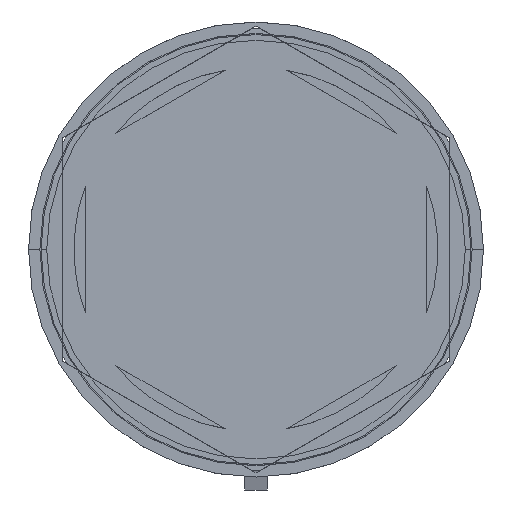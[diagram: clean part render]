
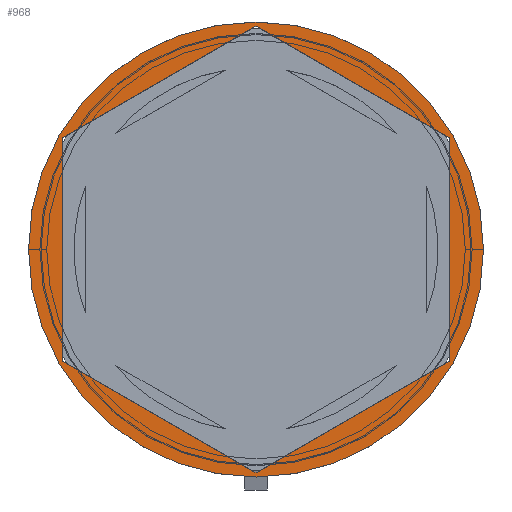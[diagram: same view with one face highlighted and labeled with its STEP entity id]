
A CAD part, top view. The second image highlights one B-rep face of the part: STEP entity #968.
In plain terms, the highlighted planar face has unit normal (0, 0, 1).
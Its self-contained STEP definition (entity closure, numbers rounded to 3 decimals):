
#51 = LINE ( 'NONE', #489, #672 ) ;
#93 = LINE ( 'NONE', #105, #624 ) ;
#105 = CARTESIAN_POINT ( 'NONE',  ( 8.5, 4.907, 0. ) ) ;
#157 = VECTOR ( 'NONE', #1074, 1000. ) ;
#166 = ORIENTED_EDGE ( 'NONE', *, *, #1981, .F. ) ;
#220 = VERTEX_POINT ( 'NONE', #580 ) ;
#264 = DIRECTION ( 'NONE',  ( 0., 0., 1. ) ) ;
#268 = CARTESIAN_POINT ( 'NONE',  ( -8.5, 4.907, 0. ) ) ;
#278 = VERTEX_POINT ( 'NONE', #1767 ) ;
#291 = ORIENTED_EDGE ( 'NONE', *, *, #2623, .T. ) ;
#307 = VERTEX_POINT ( 'NONE', #1922 ) ;
#309 = ORIENTED_EDGE ( 'NONE', *, *, #836, .F. ) ;
#377 = EDGE_CURVE ( 'NONE', #1688, #943, #51, .T. ) ;
#381 = DIRECTION ( 'NONE',  ( 1., 0., 0. ) ) ;
#400 = VERTEX_POINT ( 'NONE', #2098 ) ;
#422 = VERTEX_POINT ( 'NONE', #2194 ) ;
#428 = ORIENTED_EDGE ( 'NONE', *, *, #636, .F. ) ;
#489 = CARTESIAN_POINT ( 'NONE',  ( -8.5, -4.907, 0. ) ) ;
#492 = DIRECTION ( 'NONE',  ( -0.866, 0.5, 0. ) ) ;
#551 = CARTESIAN_POINT ( 'NONE',  ( 0., 0., 0. ) ) ;
#565 = LINE ( 'NONE', #1372, #1739 ) ;
#580 = CARTESIAN_POINT ( 'NONE',  ( 8.5, -4.907, 0. ) ) ;
#599 = ORIENTED_EDGE ( 'NONE', *, *, #1593, .T. ) ;
#624 = VECTOR ( 'NONE', #492, 1000. ) ;
#636 = EDGE_CURVE ( 'NONE', #955, #1688, #1481, .T. ) ;
#666 = EDGE_CURVE ( 'NONE', #943, #220, #1672, .T. ) ;
#672 = VECTOR ( 'NONE', #924, 1000. ) ;
#683 = CARTESIAN_POINT ( 'NONE',  ( 0., 0., 0. ) ) ;
#796 = FACE_OUTER_BOUND ( 'NONE', #2655, .T. ) ;
#836 = EDGE_CURVE ( 'NONE', #220, #422, #2442, .T. ) ;
#924 = DIRECTION ( 'NONE',  ( 0.866, -0.5, 0. ) ) ;
#943 = VERTEX_POINT ( 'NONE', #2590 ) ;
#955 = VERTEX_POINT ( 'NONE', #1400 ) ;
#968 = ADVANCED_FACE ( 'NONE', ( #2637, #796 ), #1276, .T. ) ;
#1074 = DIRECTION ( 'NONE',  ( 0., -1., 0. ) ) ;
#1096 = VECTOR ( 'NONE', #2056, 1000. ) ;
#1248 = CARTESIAN_POINT ( 'NONE',  ( 0., 0., 0. ) ) ;
#1262 = EDGE_LOOP ( 'NONE', ( #166, #309, #2231, #2475, #428, #1513 ) ) ;
#1276 = PLANE ( 'NONE',  #2304 ) ;
#1341 = DIRECTION ( 'NONE',  ( 0., 0., 1. ) ) ;
#1372 = CARTESIAN_POINT ( 'NONE',  ( 0., 9.815, 0. ) ) ;
#1398 = DIRECTION ( 'NONE',  ( -0.866, -0.5, 0. ) ) ;
#1399 = AXIS2_PLACEMENT_3D ( 'NONE', #551, #1424, #381 ) ;
#1400 = CARTESIAN_POINT ( 'NONE',  ( -8.5, 4.907, 0. ) ) ;
#1424 = DIRECTION ( 'NONE',  ( 0., 0., 1. ) ) ;
#1468 = CARTESIAN_POINT ( 'NONE',  ( 0., -9.815, 0. ) ) ;
#1481 = LINE ( 'NONE', #268, #157 ) ;
#1512 = DIRECTION ( 'NONE',  ( 1., 0., 0. ) ) ;
#1513 = ORIENTED_EDGE ( 'NONE', *, *, #2657, .F. ) ;
#1593 = EDGE_CURVE ( 'NONE', #400, #307, #1927, .T. ) ;
#1672 = LINE ( 'NONE', #1468, #1096 ) ;
#1688 = VERTEX_POINT ( 'NONE', #1702 ) ;
#1698 = CIRCLE ( 'NONE', #1399, 10. ) ;
#1702 = CARTESIAN_POINT ( 'NONE',  ( -8.5, -4.907, 0. ) ) ;
#1739 = VECTOR ( 'NONE', #1398, 1000. ) ;
#1767 = CARTESIAN_POINT ( 'NONE',  ( 0., 9.815, 0. ) ) ;
#1891 = DIRECTION ( 'NONE',  ( 1., 0., 0. ) ) ;
#1922 = CARTESIAN_POINT ( 'NONE',  ( -10., 0., 0. ) ) ;
#1927 = CIRCLE ( 'NONE', #2658, 10. ) ;
#1981 = EDGE_CURVE ( 'NONE', #422, #278, #93, .T. ) ;
#2002 = DIRECTION ( 'NONE',  ( 0., 1., 0. ) ) ;
#2046 = VECTOR ( 'NONE', #2002, 1000. ) ;
#2056 = DIRECTION ( 'NONE',  ( 0.866, 0.5, 0. ) ) ;
#2098 = CARTESIAN_POINT ( 'NONE',  ( 10., 0., 0. ) ) ;
#2194 = CARTESIAN_POINT ( 'NONE',  ( 8.5, 4.907, 0. ) ) ;
#2231 = ORIENTED_EDGE ( 'NONE', *, *, #666, .F. ) ;
#2304 = AXIS2_PLACEMENT_3D ( 'NONE', #1248, #264, #1891 ) ;
#2387 = CARTESIAN_POINT ( 'NONE',  ( 8.5, -4.907, 0. ) ) ;
#2442 = LINE ( 'NONE', #2387, #2046 ) ;
#2475 = ORIENTED_EDGE ( 'NONE', *, *, #377, .F. ) ;
#2590 = CARTESIAN_POINT ( 'NONE',  ( 0., -9.815, 0. ) ) ;
#2623 = EDGE_CURVE ( 'NONE', #307, #400, #1698, .T. ) ;
#2637 = FACE_BOUND ( 'NONE', #1262, .T. ) ;
#2655 = EDGE_LOOP ( 'NONE', ( #599, #291 ) ) ;
#2657 = EDGE_CURVE ( 'NONE', #278, #955, #565, .T. ) ;
#2658 = AXIS2_PLACEMENT_3D ( 'NONE', #683, #1341, #1512 ) ;
